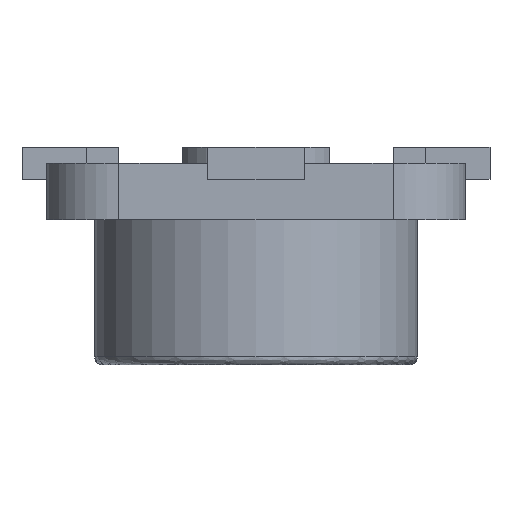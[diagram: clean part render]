
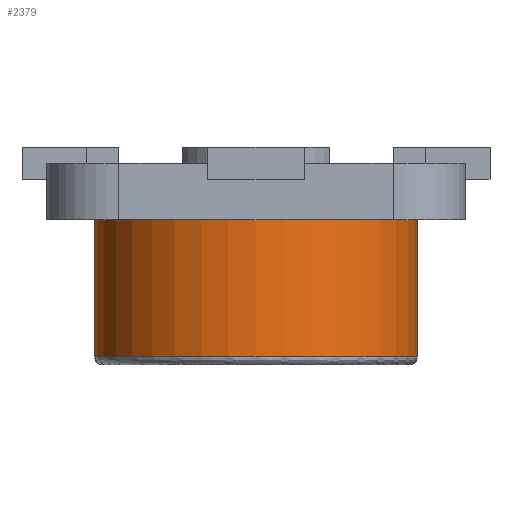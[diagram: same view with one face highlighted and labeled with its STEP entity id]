
A CAD part, front view. The second image highlights one B-rep face of the part: STEP entity #2379.
In plain terms, the highlighted cylindrical face has radius 1 mm (diameter 2 mm), a partial arc.
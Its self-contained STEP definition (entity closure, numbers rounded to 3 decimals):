
#39 = AXIS2_PLACEMENT_3D ( 'NONE', #592, #971, #1094 ) ;
#97 = VERTEX_POINT ( 'NONE', #2540 ) ;
#198 = VECTOR ( 'NONE', #1130, 1000. ) ;
#526 = DIRECTION ( 'NONE',  ( 0., 0., -1. ) ) ;
#592 = CARTESIAN_POINT ( 'NONE',  ( 1.3, 1.3, 0. ) ) ;
#702 = DIRECTION ( 'NONE',  ( 0., 0., -1. ) ) ;
#786 = CARTESIAN_POINT ( 'NONE',  ( 2.3, 1.3, 0. ) ) ;
#820 = CYLINDRICAL_SURFACE ( 'NONE', #39, 1. ) ;
#880 = CARTESIAN_POINT ( 'NONE',  ( 1.3, 1.3, 0. ) ) ;
#965 = ORIENTED_EDGE ( 'NONE', *, *, #1251, .T. ) ;
#971 = DIRECTION ( 'NONE',  ( 0., 0., -1. ) ) ;
#1015 = DIRECTION ( 'NONE',  ( 0., 0., 1. ) ) ;
#1094 = DIRECTION ( 'NONE',  ( -1., 0., 0. ) ) ;
#1130 = DIRECTION ( 'NONE',  ( 0., 0., -1. ) ) ;
#1133 = ORIENTED_EDGE ( 'NONE', *, *, #1986, .T. ) ;
#1251 = EDGE_CURVE ( 'NONE', #97, #2250, #1313, .T. ) ;
#1313 = CIRCLE ( 'NONE', #1983, 1. ) ;
#1466 = CIRCLE ( 'NONE', #1468, 1. ) ;
#1468 = AXIS2_PLACEMENT_3D ( 'NONE', #880, #702, #2414 ) ;
#1499 = CARTESIAN_POINT ( 'NONE',  ( 1.3, 1.3, -0.85 ) ) ;
#1624 = EDGE_CURVE ( 'NONE', #1827, #2691, #1466, .T. ) ;
#1697 = LINE ( 'NONE', #2498, #1720 ) ;
#1720 = VECTOR ( 'NONE', #526, 1000. ) ;
#1780 = EDGE_LOOP ( 'NONE', ( #1800, #2267, #1133, #965 ) ) ;
#1800 = ORIENTED_EDGE ( 'NONE', *, *, #3011, .F. ) ;
#1827 = VERTEX_POINT ( 'NONE', #786 ) ;
#1876 = FACE_OUTER_BOUND ( 'NONE', #1780, .T. ) ;
#1961 = CARTESIAN_POINT ( 'NONE',  ( 0.3, 1.3, 0. ) ) ;
#1983 = AXIS2_PLACEMENT_3D ( 'NONE', #1499, #1015, #2231 ) ;
#1986 = EDGE_CURVE ( 'NONE', #2691, #97, #2340, .T. ) ;
#2188 = CARTESIAN_POINT ( 'NONE',  ( 2.3, 1.3, -0.85 ) ) ;
#2231 = DIRECTION ( 'NONE',  ( -1., 0., 0. ) ) ;
#2250 = VERTEX_POINT ( 'NONE', #2188 ) ;
#2267 = ORIENTED_EDGE ( 'NONE', *, *, #1624, .T. ) ;
#2340 = LINE ( 'NONE', #2587, #198 ) ;
#2379 = ADVANCED_FACE ( 'NONE', ( #1876 ), #820, .T. ) ;
#2414 = DIRECTION ( 'NONE',  ( -1., 0., 0. ) ) ;
#2498 = CARTESIAN_POINT ( 'NONE',  ( 2.3, 1.3, 0. ) ) ;
#2540 = CARTESIAN_POINT ( 'NONE',  ( 0.3, 1.3, -0.85 ) ) ;
#2587 = CARTESIAN_POINT ( 'NONE',  ( 0.3, 1.3, 0. ) ) ;
#2691 = VERTEX_POINT ( 'NONE', #1961 ) ;
#3011 = EDGE_CURVE ( 'NONE', #1827, #2250, #1697, .T. ) ;
